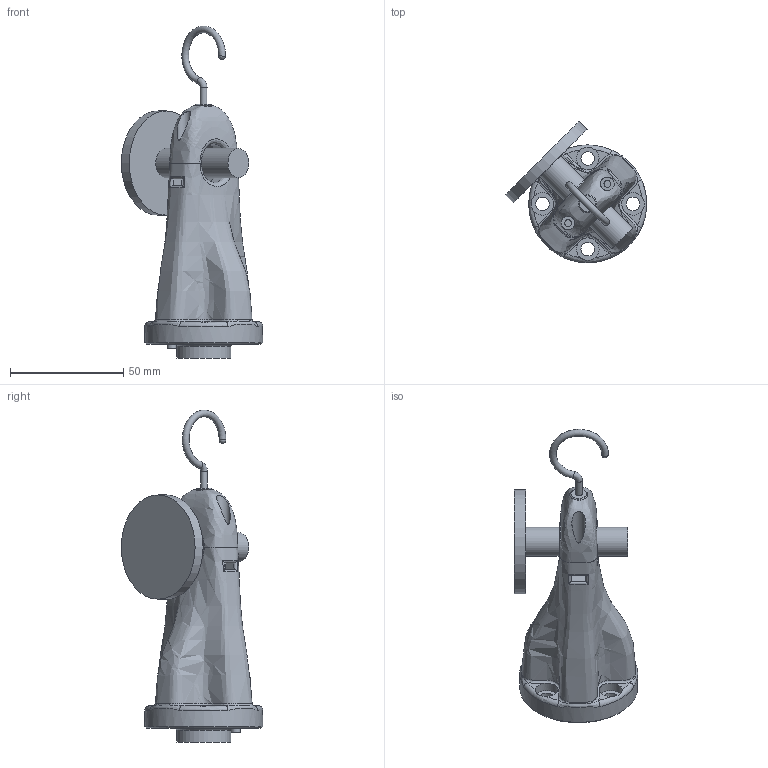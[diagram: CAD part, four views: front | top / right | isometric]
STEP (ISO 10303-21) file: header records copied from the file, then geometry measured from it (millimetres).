
FILE_DESCRIPTION(/* description */ (''),/* implementation_level */ '2;1');
FILE_NAME(/* name */ 'ToolProyectoRobotica.step',/* time_stamp */ '2023-06-15T18:59:20-05:00',/* author */ (''),/* organization */ (''),/* preprocessor_version */ 'ST-DEVELOPER v19.2',/* originating_system */ 'Autodesk Translation Framework v12.6.0.85',/* authorisation */ '');
FILE_SCHEMA (('AUTOMOTIVE_DESIGN { 1 0 10303 214 3 1 1 }'));
Length unit declared in the file: millimetre
Products named in the file (1): (Sin guardar)
Bounding box: 62.34 x 62.34 x 146.5 mm (x, y, z)
Volume: 102087.7 mm3; surface area: 24994.4 mm2
Topology: 4 solids, 4 shells, 127 faces, 383 edges, 269 vertices
Faces by surface type: plane 57, bspline 31, cylinder 27, torus 6, cone 5, sphere 1
Full cylindrical faces by diameter (mm): 2 x1, 3 x5, 4 x2, 6 x6, 10 x4, 13 x1, 24 x1, 46 x1, 52 x1
Entity records: 11238 total; most frequent: CARTESIAN_POINT 8019, ORIENTED_EDGE 764, DIRECTION 497, EDGE_CURVE 382, VERTEX_POINT 269, AXIS2_PLACEMENT_3D 192, B_SPLINE_CURVE_WITH_KNOTS 174, EDGE_LOOP 153
